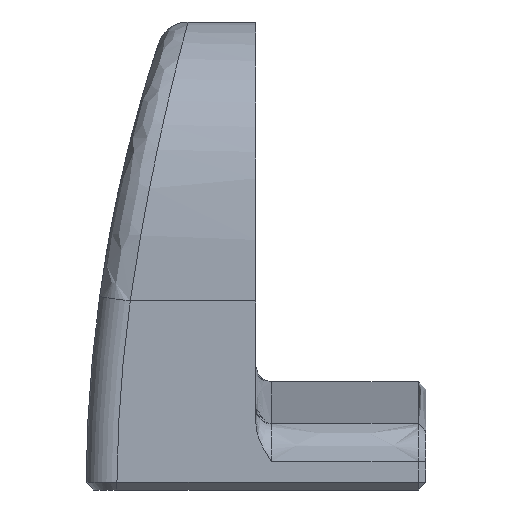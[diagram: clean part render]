
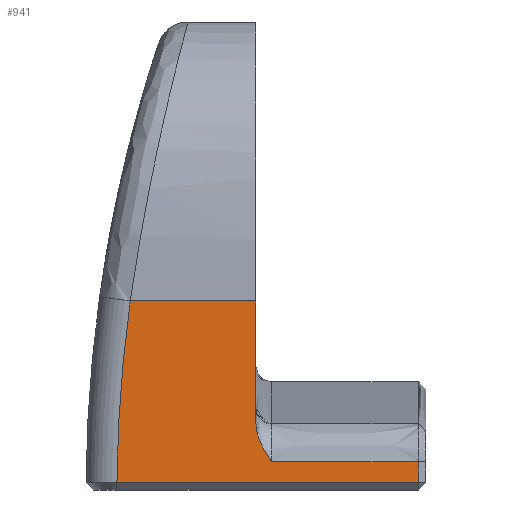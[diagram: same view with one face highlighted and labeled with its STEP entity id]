
A CAD part, front view. The second image highlights one B-rep face of the part: STEP entity #941.
In plain terms, the highlighted planar face has unit normal (0, -1, 0).
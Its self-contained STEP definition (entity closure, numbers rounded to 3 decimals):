
#94=CIRCLE('',#1036,91.);
#130=FACE_OUTER_BOUND('',#203,.T.);
#203=EDGE_LOOP('',(#749,#750,#751,#752,#753,#754,#755));
#266=B_SPLINE_CURVE_WITH_KNOTS('',3,(#2276,#2277,#2278,#2279,#2280,#2281,
#2282,#2283,#2284,#2285),.UNSPECIFIED.,.F.,.F.,(4,2,2,2,4),(0.,0.064,
0.151,0.265,0.266),.UNSPECIFIED.);
#269=B_SPLINE_CURVE_WITH_KNOTS('',3,(#2330,#2331,#2332,#2333),
 .UNSPECIFIED.,.F.,.F.,(4,4),(0.1,1.05),
 .UNSPECIFIED.);
#288=LINE('',#1285,#343);
#305=LINE('',#1919,#360);
#311=LINE('',#2327,#366);
#312=LINE('',#2329,#367);
#343=VECTOR('',#1063,10.);
#360=VECTOR('',#1170,10.);
#366=VECTOR('',#1188,10.);
#367=VECTOR('',#1189,10.);
#402=VERTEX_POINT('',#1283);
#403=VERTEX_POINT('',#1284);
#441=VERTEX_POINT('',#1743);
#456=VERTEX_POINT('',#2275);
#458=VERTEX_POINT('',#2324);
#459=VERTEX_POINT('',#2326);
#460=VERTEX_POINT('',#2328);
#486=EDGE_CURVE('',#402,#403,#288,.T.);
#544=EDGE_CURVE('',#403,#441,#305,.T.);
#560=EDGE_CURVE('',#456,#402,#266,.F.);
#564=EDGE_CURVE('',#458,#441,#94,.T.);
#565=EDGE_CURVE('',#459,#458,#311,.T.);
#566=EDGE_CURVE('',#460,#459,#312,.T.);
#567=EDGE_CURVE('',#456,#460,#269,.T.);
#749=ORIENTED_EDGE('',*,*,#564,.F.);
#750=ORIENTED_EDGE('',*,*,#565,.F.);
#751=ORIENTED_EDGE('',*,*,#566,.F.);
#752=ORIENTED_EDGE('',*,*,#567,.F.);
#753=ORIENTED_EDGE('',*,*,#560,.T.);
#754=ORIENTED_EDGE('',*,*,#486,.T.);
#755=ORIENTED_EDGE('',*,*,#544,.T.);
#896=PLANE('',#1035);
#941=ADVANCED_FACE('',(#130),#896,.F.);
#1035=AXIS2_PLACEMENT_3D('',#2323,#1184,#1185);
#1036=AXIS2_PLACEMENT_3D('',#2325,#1186,#1187);
#1063=DIRECTION('',(0.,0.,1.));
#1170=DIRECTION('',(-1.,0.,0.));
#1184=DIRECTION('center_axis',(0.,1.,0.));
#1185=DIRECTION('ref_axis',(0.,0.,-1.));
#1186=DIRECTION('center_axis',(0.,1.,0.));
#1187=DIRECTION('ref_axis',(-0.998,0.,0.069));
#1188=DIRECTION('',(-1.,0.,0.));
#1189=DIRECTION('',(0.,0.,-1.));
#1283=CARTESIAN_POINT('',(220.4,-369.254,-29.399));
#1284=CARTESIAN_POINT('',(220.4,-369.254,-21.442));
#1285=CARTESIAN_POINT('',(220.4,-369.254,-16.057));
#1743=CARTESIAN_POINT('',(212.266,-369.254,-21.442));
#1919=CARTESIAN_POINT('',(220.4,-369.254,-21.442));
#2275=CARTESIAN_POINT('',(221.4,-369.254,-31.848));
#2276=CARTESIAN_POINT('Ctrl Pts',(220.4,-369.254,-29.399));
#2277=CARTESIAN_POINT('Ctrl Pts',(220.4,-369.254,-29.611));
#2278=CARTESIAN_POINT('Ctrl Pts',(220.433,-369.254,-29.824));
#2279=CARTESIAN_POINT('Ctrl Pts',(220.562,-369.254,-30.312));
#2280=CARTESIAN_POINT('Ctrl Pts',(220.676,-369.254,-30.584));
#2281=CARTESIAN_POINT('Ctrl Pts',(220.981,-369.254,-31.185));
#2282=CARTESIAN_POINT('Ctrl Pts',(221.189,-369.254,-31.514));
#2283=CARTESIAN_POINT('Ctrl Pts',(221.397,-369.254,-31.844));
#2284=CARTESIAN_POINT('Ctrl Pts',(221.399,-369.254,-31.846));
#2285=CARTESIAN_POINT('Ctrl Pts',(221.4,-369.254,-31.848));
#2323=CARTESIAN_POINT('Origin',(220.4,-369.254,-21.442));
#2324=CARTESIAN_POINT('',(211.403,-369.254,-33.171));
#2325=CARTESIAN_POINT('Origin',(302.4,-369.254,-33.972));
#2326=CARTESIAN_POINT('',(230.9,-369.254,-33.171));
#2327=CARTESIAN_POINT('',(220.4,-369.254,-33.171));
#2328=CARTESIAN_POINT('',(230.9,-369.254,-31.848));
#2329=CARTESIAN_POINT('',(230.9,-369.254,-24.057));
#2330=CARTESIAN_POINT('Ctrl Pts',(221.4,-369.254,-31.848));
#2331=CARTESIAN_POINT('Ctrl Pts',(224.567,-369.254,-31.848));
#2332=CARTESIAN_POINT('Ctrl Pts',(227.733,-369.254,-31.848));
#2333=CARTESIAN_POINT('Ctrl Pts',(230.9,-369.254,-31.848));
